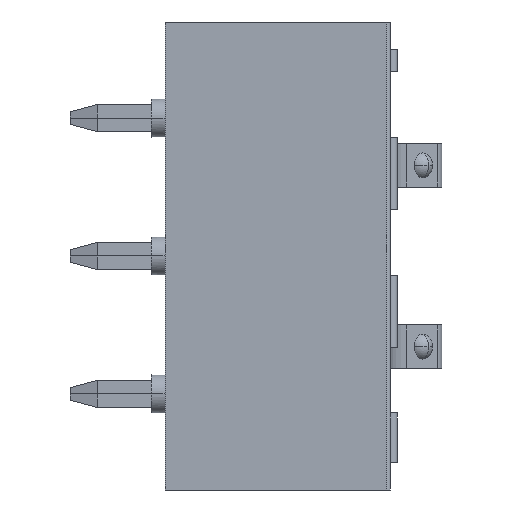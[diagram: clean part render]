
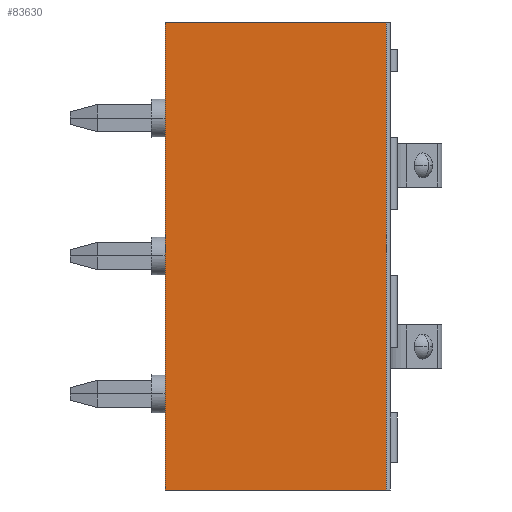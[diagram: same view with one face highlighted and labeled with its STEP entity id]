
A CAD part, left-side view. The second image highlights one B-rep face of the part: STEP entity #83630.
In plain terms, the highlighted planar face has unit normal (-1, 0, 0).
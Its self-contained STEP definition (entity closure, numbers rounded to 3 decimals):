
#24120=CARTESIAN_POINT('',(-0.1,24.096,-8.62));
#24130=VERTEX_POINT('',#24120);
#24160=CARTESIAN_POINT('',(-0.1,0.,-8.62));
#24170=DIRECTION('',(0.,1.,0.));
#24180=VECTOR('',#24170,1.);
#24190=LINE('',#24160,#24180);
#24200=CARTESIAN_POINT('',(-0.1,15.946,-8.62));
#24210=VERTEX_POINT('',#24200);
#24220=EDGE_CURVE('',#24210,#24130,#24190,.T.);
#83330=CARTESIAN_POINT('',(-0.1,22.846,5.08));
#83340=DIRECTION('',(-1.,0.,0.));
#83350=DIRECTION('',(0.,1.,0.));
#83360=AXIS2_PLACEMENT_3D('',#83330,#83340,#83350);
#83370=PLANE('',#83360);
#83380=ORIENTED_EDGE('',*,*,#24220,.F.);
#83390=CARTESIAN_POINT('',(-0.1,24.096,5.08));
#83400=DIRECTION('',(0.,0.,1.));
#83410=VECTOR('',#83400,1.);
#83420=LINE('',#83390,#83410);
#83430=CARTESIAN_POINT('',(-0.1,24.096,8.62));
#83440=VERTEX_POINT('',#83430);
#83450=EDGE_CURVE('',#24130,#83440,#83420,.T.);
#83460=ORIENTED_EDGE('',*,*,#83450,.F.);
#83470=CARTESIAN_POINT('',(-0.1,0.,8.62));
#83480=DIRECTION('',(0.,-1.,0.));
#83490=VECTOR('',#83480,1.);
#83500=LINE('',#83470,#83490);
#83510=CARTESIAN_POINT('',(-0.1,15.946,8.62));
#83520=VERTEX_POINT('',#83510);
#83530=EDGE_CURVE('',#83440,#83520,#83500,.T.);
#83540=ORIENTED_EDGE('',*,*,#83530,.F.);
#83550=CARTESIAN_POINT('',(-0.1,15.946,0.));
#83560=DIRECTION('',(0.,0.,1.));
#83570=VECTOR('',#83560,1.);
#83580=LINE('',#83550,#83570);
#83590=EDGE_CURVE('',#24210,#83520,#83580,.T.);
#83600=ORIENTED_EDGE('',*,*,#83590,.T.);
#83610=EDGE_LOOP('',(#83600,#83540,#83460,#83380));
#83620=FACE_OUTER_BOUND('',#83610,.T.);
#83630=ADVANCED_FACE('',(#83620),#83370,.T.);
